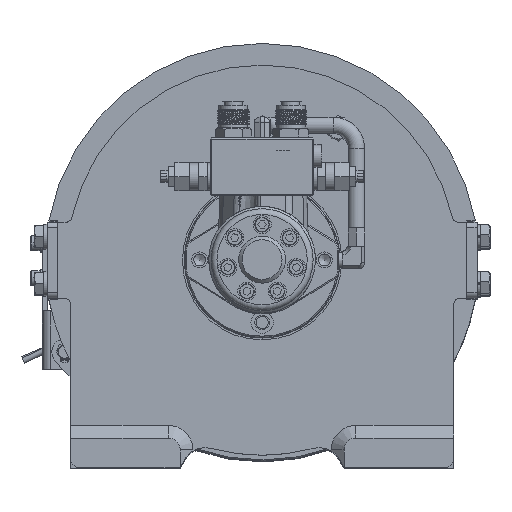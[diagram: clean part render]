
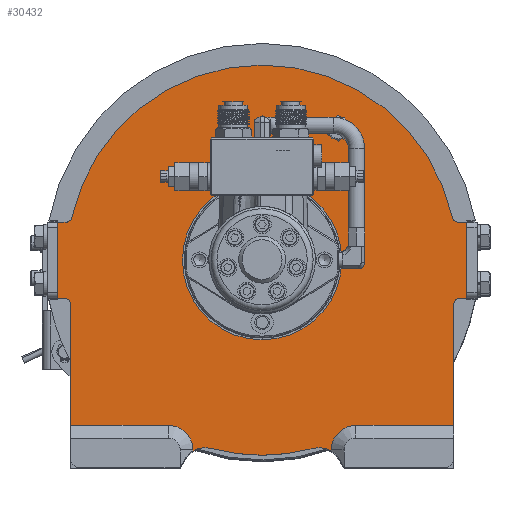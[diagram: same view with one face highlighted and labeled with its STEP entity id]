
A CAD part, top view. The second image highlights one B-rep face of the part: STEP entity #30432.
In plain terms, the highlighted planar face has unit normal (0, 0, 1).
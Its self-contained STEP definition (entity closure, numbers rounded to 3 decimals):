
#1206=FACE_BOUND('',#4905,.T.);
#1207=FACE_BOUND('',#4906,.T.);
#1688=PLANE('',#33202);
#3123=FACE_OUTER_BOUND('',#4904,.T.);
#4904=EDGE_LOOP('',(#24937,#24938,#24939,#24940,#24941,#24942,#24943,#24944,
#24945,#24946,#24947,#24948,#24949,#24950,#24951,#24952,#24953,#24954,#24955,
#24956,#24957,#24958));
#4905=EDGE_LOOP('',(#24959,#24960));
#4906=EDGE_LOOP('',(#24961));
#6958=LINE('',#73480,#9367);
#6960=LINE('',#73486,#9369);
#6980=LINE('',#73572,#9389);
#6984=LINE('',#73580,#9393);
#6987=LINE('',#73602,#9396);
#7001=LINE('',#73658,#9410);
#7010=LINE('',#73680,#9419);
#7011=LINE('',#73686,#9420);
#7012=LINE('',#73688,#9421);
#7013=LINE('',#73690,#9422);
#7014=LINE('',#73693,#9423);
#7015=LINE('',#73696,#9424);
#9367=VECTOR('',#39099,1000.);
#9369=VECTOR('',#39103,1000.);
#9389=VECTOR('',#39163,1000.);
#9393=VECTOR('',#39169,1000.);
#9396=VECTOR('',#39182,1000.);
#9410=VECTOR('',#39222,1000.);
#9419=VECTOR('',#39233,1000.);
#9420=VECTOR('',#39240,1000.);
#9421=VECTOR('',#39241,1000.);
#9422=VECTOR('',#39242,1000.);
#9423=VECTOR('',#39245,1000.);
#9424=VECTOR('',#39250,1000.);
#11520=CIRCLE('',#33153,5.);
#11522=CIRCLE('',#33156,166.5);
#11527=CIRCLE('',#33166,20.);
#11534=CIRCLE('',#33180,5.);
#11544=CIRCLE('',#33198,20.);
#11545=CIRCLE('',#33203,21.);
#11546=CIRCLE('',#33204,5.);
#11547=CIRCLE('',#33205,5.);
#11548=CIRCLE('',#33206,21.);
#11549=CIRCLE('',#33207,166.5);
#11550=CIRCLE('',#33208,68.);
#11551=CIRCLE('',#33209,68.);
#11552=CIRCLE('',#33210,5.1);
#13976=VERTEX_POINT('',#73446);
#13978=VERTEX_POINT('',#73450);
#13979=VERTEX_POINT('',#73454);
#13988=VERTEX_POINT('',#73476);
#13989=VERTEX_POINT('',#73478);
#13990=VERTEX_POINT('',#73482);
#13992=VERTEX_POINT('',#73485);
#13999=VERTEX_POINT('',#73503);
#14000=VERTEX_POINT('',#73505);
#14015=VERTEX_POINT('',#73560);
#14017=VERTEX_POINT('',#73564);
#14019=VERTEX_POINT('',#73570);
#14044=VERTEX_POINT('',#73651);
#14045=VERTEX_POINT('',#73653);
#14046=VERTEX_POINT('',#73657);
#14048=VERTEX_POINT('',#73663);
#14055=VERTEX_POINT('',#73678);
#14056=VERTEX_POINT('',#73682);
#14057=VERTEX_POINT('',#73685);
#14058=VERTEX_POINT('',#73687);
#14059=VERTEX_POINT('',#73689);
#14060=VERTEX_POINT('',#73692);
#14061=VERTEX_POINT('',#73697);
#14062=VERTEX_POINT('',#73698);
#14063=VERTEX_POINT('',#73701);
#18135=EDGE_CURVE('',#13976,#13978,#11520,.T.);
#18138=EDGE_CURVE('',#13979,#13976,#11522,.T.);
#18149=EDGE_CURVE('',#13988,#13989,#6958,.T.);
#18151=EDGE_CURVE('',#13992,#13990,#6960,.T.);
#18159=EDGE_CURVE('',#14000,#13999,#11527,.T.);
#18183=EDGE_CURVE('',#14015,#14017,#11534,.T.);
#18186=EDGE_CURVE('',#14019,#14017,#6980,.T.);
#18190=EDGE_CURVE('',#13988,#14019,#6984,.T.);
#18198=EDGE_CURVE('',#14015,#13990,#6987,.T.);
#18220=EDGE_CURVE('',#14045,#14044,#11544,.T.);
#18222=EDGE_CURVE('',#14046,#14045,#7001,.T.);
#18232=EDGE_CURVE('',#14048,#14055,#7010,.T.);
#18233=EDGE_CURVE('',#14056,#13992,#11545,.T.);
#18234=EDGE_CURVE('',#13989,#13979,#11546,.T.);
#18235=EDGE_CURVE('',#14057,#13978,#7011,.T.);
#18236=EDGE_CURVE('',#14057,#14058,#7012,.T.);
#18237=EDGE_CURVE('',#14058,#14059,#7013,.T.);
#18238=EDGE_CURVE('',#14059,#14048,#11547,.T.);
#18239=EDGE_CURVE('',#14055,#14060,#7014,.T.);
#18240=EDGE_CURVE('',#14060,#14046,#11548,.T.);
#18241=EDGE_CURVE('',#14044,#14000,#11549,.T.);
#18242=EDGE_CURVE('',#13999,#14056,#7015,.T.);
#18243=EDGE_CURVE('',#14061,#14062,#11550,.T.);
#18244=EDGE_CURVE('',#14062,#14061,#11551,.T.);
#18245=EDGE_CURVE('',#14063,#14063,#11552,.T.);
#24937=ORIENTED_EDGE('',*,*,#18233,.T.);
#24938=ORIENTED_EDGE('',*,*,#18151,.T.);
#24939=ORIENTED_EDGE('',*,*,#18198,.F.);
#24940=ORIENTED_EDGE('',*,*,#18183,.T.);
#24941=ORIENTED_EDGE('',*,*,#18186,.F.);
#24942=ORIENTED_EDGE('',*,*,#18190,.F.);
#24943=ORIENTED_EDGE('',*,*,#18149,.T.);
#24944=ORIENTED_EDGE('',*,*,#18234,.T.);
#24945=ORIENTED_EDGE('',*,*,#18138,.T.);
#24946=ORIENTED_EDGE('',*,*,#18135,.T.);
#24947=ORIENTED_EDGE('',*,*,#18235,.F.);
#24948=ORIENTED_EDGE('',*,*,#18236,.T.);
#24949=ORIENTED_EDGE('',*,*,#18237,.T.);
#24950=ORIENTED_EDGE('',*,*,#18238,.T.);
#24951=ORIENTED_EDGE('',*,*,#18232,.T.);
#24952=ORIENTED_EDGE('',*,*,#18239,.T.);
#24953=ORIENTED_EDGE('',*,*,#18240,.T.);
#24954=ORIENTED_EDGE('',*,*,#18222,.T.);
#24955=ORIENTED_EDGE('',*,*,#18220,.T.);
#24956=ORIENTED_EDGE('',*,*,#18241,.T.);
#24957=ORIENTED_EDGE('',*,*,#18159,.T.);
#24958=ORIENTED_EDGE('',*,*,#18242,.T.);
#24959=ORIENTED_EDGE('',*,*,#18243,.F.);
#24960=ORIENTED_EDGE('',*,*,#18244,.F.);
#24961=ORIENTED_EDGE('',*,*,#18245,.F.);
#30432=ADVANCED_FACE('',(#3123,#1206,#1207),#1688,.T.);
#33153=AXIS2_PLACEMENT_3D('',#73452,#39074,#39075);
#33156=AXIS2_PLACEMENT_3D('',#73458,#39081,#39082);
#33166=AXIS2_PLACEMENT_3D('',#73506,#39115,#39116);
#33180=AXIS2_PLACEMENT_3D('',#73566,#39157,#39158);
#33198=AXIS2_PLACEMENT_3D('',#73654,#39216,#39217);
#33202=AXIS2_PLACEMENT_3D('',#73681,#39234,#39235);
#33203=AXIS2_PLACEMENT_3D('',#73683,#39236,#39237);
#33204=AXIS2_PLACEMENT_3D('',#73684,#39238,#39239);
#33205=AXIS2_PLACEMENT_3D('',#73691,#39243,#39244);
#33206=AXIS2_PLACEMENT_3D('',#73694,#39246,#39247);
#33207=AXIS2_PLACEMENT_3D('',#73695,#39248,#39249);
#33208=AXIS2_PLACEMENT_3D('',#73699,#39251,#39252);
#33209=AXIS2_PLACEMENT_3D('',#73700,#39253,#39254);
#33210=AXIS2_PLACEMENT_3D('',#73702,#39255,#39256);
#39074=DIRECTION('center_axis',(0.,0.,-1.));
#39075=DIRECTION('ref_axis',(1.,0.,0.));
#39081=DIRECTION('center_axis',(0.,0.,1.));
#39082=DIRECTION('ref_axis',(1.,0.,0.));
#39099=DIRECTION('',(-1.,0.,0.));
#39103=DIRECTION('',(1.,0.,0.));
#39115=DIRECTION('center_axis',(0.,0.,-1.));
#39116=DIRECTION('ref_axis',(1.,0.,0.));
#39157=DIRECTION('center_axis',(0.,0.,-1.));
#39158=DIRECTION('ref_axis',(1.,0.,0.));
#39163=DIRECTION('',(-1.,0.,0.));
#39169=DIRECTION('',(0.,-1.,0.));
#39182=DIRECTION('',(0.,-1.,0.));
#39216=DIRECTION('center_axis',(0.,0.,-1.));
#39217=DIRECTION('ref_axis',(1.,0.,0.));
#39222=DIRECTION('',(0.,-1.,0.));
#39233=DIRECTION('',(0.,-1.,0.));
#39234=DIRECTION('center_axis',(0.,0.,1.));
#39235=DIRECTION('ref_axis',(1.,0.,0.));
#39236=DIRECTION('center_axis',(0.,0.,-1.));
#39237=DIRECTION('ref_axis',(1.,0.,0.));
#39238=DIRECTION('center_axis',(0.,0.,-1.));
#39239=DIRECTION('ref_axis',(1.,0.,0.));
#39240=DIRECTION('',(1.,0.,0.));
#39241=DIRECTION('',(0.,-1.,0.));
#39242=DIRECTION('',(1.,0.,0.));
#39243=DIRECTION('center_axis',(0.,0.,-1.));
#39244=DIRECTION('ref_axis',(1.,0.,0.));
#39245=DIRECTION('',(1.,0.,0.));
#39246=DIRECTION('center_axis',(0.,0.,-1.));
#39247=DIRECTION('ref_axis',(1.,0.,0.));
#39248=DIRECTION('center_axis',(0.,0.,1.));
#39249=DIRECTION('ref_axis',(1.,0.,0.));
#39250=DIRECTION('',(0.,1.,0.));
#39251=DIRECTION('center_axis',(0.,0.,1.));
#39252=DIRECTION('ref_axis',(1.,0.,0.));
#39253=DIRECTION('center_axis',(0.,0.,1.));
#39254=DIRECTION('ref_axis',(1.,0.,0.));
#39255=DIRECTION('center_axis',(0.,0.,1.));
#39256=DIRECTION('ref_axis',(1.,0.,0.));
#73446=CARTESIAN_POINT('',(-162.471,36.407,32.));
#73450=CARTESIAN_POINT('',(-167.35,32.5,32.));
#73452=CARTESIAN_POINT('Origin',(-167.35,37.5,32.));
#73454=CARTESIAN_POINT('',(162.471,36.407,32.));
#73458=CARTESIAN_POINT('Origin',(0.,0.,32.));
#73476=CARTESIAN_POINT('',(174.5,32.5,32.));
#73478=CARTESIAN_POINT('',(167.35,32.5,32.));
#73480=CARTESIAN_POINT('',(0.,32.5,32.));
#73482=CARTESIAN_POINT('',(163.5,-141.,32.));
#73485=CARTESIAN_POINT('',(80.,-141.,32.));
#73486=CARTESIAN_POINT('',(0.,-141.,32.));
#73503=CARTESIAN_POINT('',(59.,-162.92,32.));
#73505=CARTESIAN_POINT('',(43.443,-160.733,32.));
#73506=CARTESIAN_POINT('Origin',(48.661,-180.04,32.));
#73560=CARTESIAN_POINT('',(163.5,-37.5,32.));
#73564=CARTESIAN_POINT('',(168.5,-32.5,32.));
#73566=CARTESIAN_POINT('Origin',(168.5,-37.5,32.));
#73570=CARTESIAN_POINT('',(174.5,-32.5,32.));
#73572=CARTESIAN_POINT('',(0.,-32.5,32.));
#73580=CARTESIAN_POINT('',(174.5,-386.278,32.));
#73602=CARTESIAN_POINT('',(163.5,-386.278,32.));
#73651=CARTESIAN_POINT('',(-43.443,-160.733,32.));
#73653=CARTESIAN_POINT('',(-59.,-162.92,32.));
#73654=CARTESIAN_POINT('Origin',(-48.661,-180.04,32.));
#73657=CARTESIAN_POINT('',(-59.,-162.,32.));
#73658=CARTESIAN_POINT('',(-59.,-386.278,32.));
#73663=CARTESIAN_POINT('',(-163.5,-37.5,32.));
#73678=CARTESIAN_POINT('',(-163.5,-141.,32.));
#73680=CARTESIAN_POINT('',(-163.5,-386.278,32.));
#73681=CARTESIAN_POINT('Origin',(0.,-386.278,
32.));
#73682=CARTESIAN_POINT('',(59.,-162.,32.));
#73683=CARTESIAN_POINT('Origin',(80.,-162.,32.));
#73684=CARTESIAN_POINT('Origin',(167.35,37.5,32.));
#73685=CARTESIAN_POINT('',(-174.5,32.5,32.));
#73686=CARTESIAN_POINT('',(0.,32.5,32.));
#73687=CARTESIAN_POINT('',(-174.5,-32.5,32.));
#73688=CARTESIAN_POINT('',(-174.5,-386.278,32.));
#73689=CARTESIAN_POINT('',(-168.5,-32.5,32.));
#73690=CARTESIAN_POINT('',(0.,-32.5,32.));
#73691=CARTESIAN_POINT('Origin',(-168.5,-37.5,32.));
#73692=CARTESIAN_POINT('',(-80.,-141.,32.));
#73693=CARTESIAN_POINT('',(0.,-141.,32.));
#73694=CARTESIAN_POINT('Origin',(-80.,-162.,32.));
#73695=CARTESIAN_POINT('Origin',(0.,0.,32.));
#73696=CARTESIAN_POINT('',(59.,-386.278,32.));
#73697=CARTESIAN_POINT('',(68.,0.,32.));
#73698=CARTESIAN_POINT('',(-68.,0.,32.));
#73699=CARTESIAN_POINT('Origin',(0.,0.,32.));
#73700=CARTESIAN_POINT('Origin',(0.,0.,32.));
#73701=CARTESIAN_POINT('',(70.1,112.583,32.));
#73702=CARTESIAN_POINT('Origin',(65.,112.583,32.));
